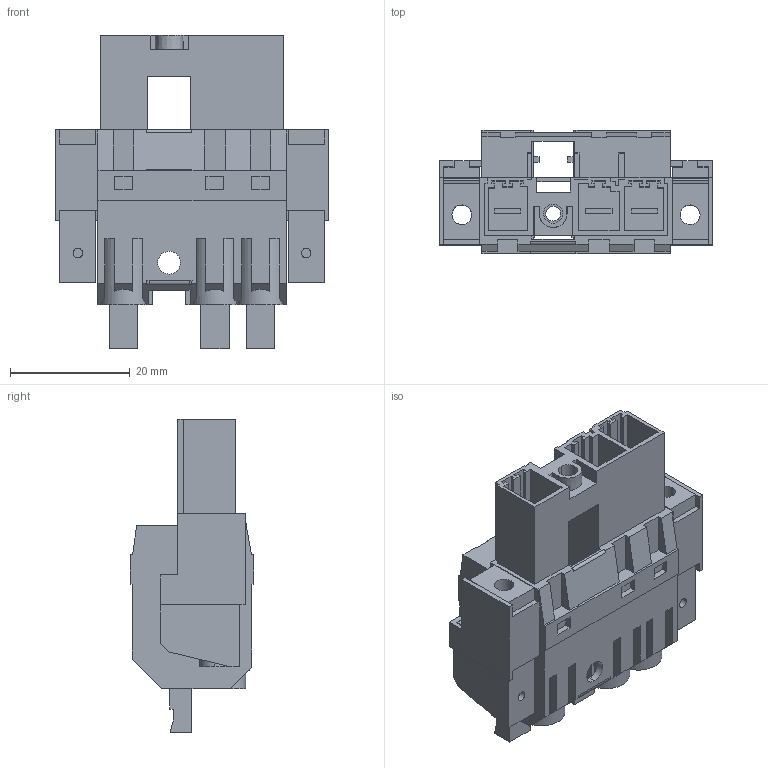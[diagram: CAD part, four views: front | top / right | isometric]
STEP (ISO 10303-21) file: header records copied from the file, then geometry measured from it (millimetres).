
FILE_DESCRIPTION(('CATIA V5 STEP Exchange','CAx-IF Rec.Pracs.--- Model Styling and Organization---1.4--- 2014-01-23'),'2;1');
FILE_NAME ('433873-1_0_2630610000_2630610000.stp','2023-05-02T11:07:13+00:00',('none'),('Weidmueller'),'CATIA Version 5-6 Release 2016 SP3 HF44','CATIA V5 STEP AP214','none');
FILE_SCHEMA(('AUTOMOTIVE_DESIGN { 1 0 10303 214 1 1 1 1 }'));
Length unit declared in the file: millimetre
Products named in the file (1): 2630610000
Bounding box: 45.72 x 20.6 x 52.4 mm (x, y, z)
Volume: 16922.4 mm3; surface area: 15582.9 mm2
Topology: 10 solids, 10 shells, 622 faces, 1761 edges, 1172 vertices
Faces by surface type: plane 559, cylinder 62, cone 1
Entity records: 19973 total; most frequent: CARTESIAN_POINT 3885, ORIENTED_EDGE 3522, DIRECTION 2627, EDGE_CURVE 1761, VECTOR 1601, LINE 1601, VERTEX_POINT 1172, EDGE_LOOP 665
